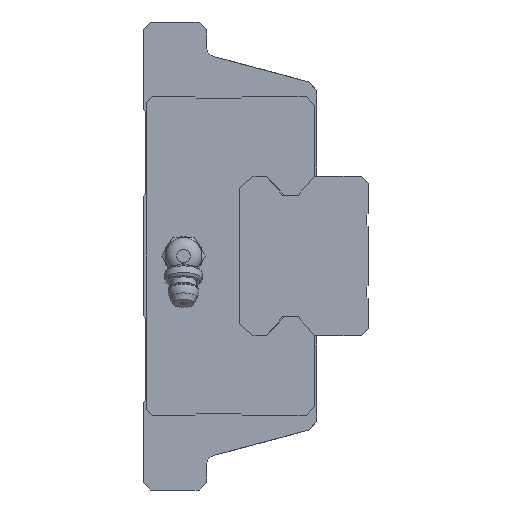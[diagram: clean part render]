
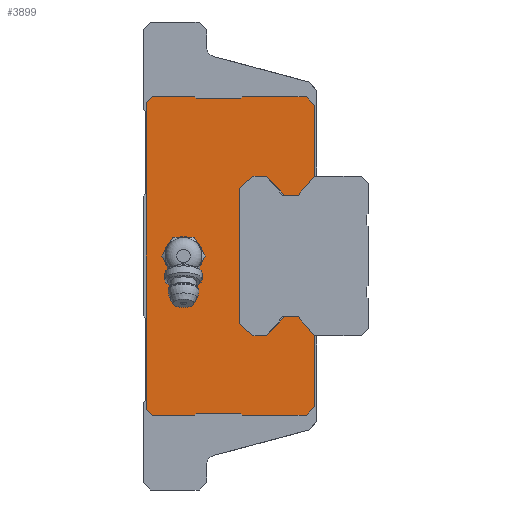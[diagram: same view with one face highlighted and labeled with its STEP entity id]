
A CAD part, left-side view. The second image highlights one B-rep face of the part: STEP entity #3899.
In plain terms, the highlighted planar face has unit normal (-1, 0, 0).
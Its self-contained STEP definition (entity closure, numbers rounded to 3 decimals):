
#847=ORIENTED_EDGE('',*,*,#1605,.F.);
#848=ORIENTED_EDGE('',*,*,#1659,.F.);
#849=ORIENTED_EDGE('',*,*,#1657,.F.);
#850=ORIENTED_EDGE('',*,*,#1655,.F.);
#851=ORIENTED_EDGE('',*,*,#1653,.F.);
#852=ORIENTED_EDGE('',*,*,#1651,.F.);
#853=ORIENTED_EDGE('',*,*,#1649,.F.);
#854=ORIENTED_EDGE('',*,*,#1647,.F.);
#855=ORIENTED_EDGE('',*,*,#1645,.F.);
#856=ORIENTED_EDGE('',*,*,#1643,.F.);
#857=ORIENTED_EDGE('',*,*,#1641,.F.);
#858=ORIENTED_EDGE('',*,*,#1639,.F.);
#859=ORIENTED_EDGE('',*,*,#1637,.F.);
#860=ORIENTED_EDGE('',*,*,#1635,.F.);
#861=ORIENTED_EDGE('',*,*,#1633,.F.);
#862=ORIENTED_EDGE('',*,*,#1631,.F.);
#863=ORIENTED_EDGE('',*,*,#1629,.F.);
#864=ORIENTED_EDGE('',*,*,#1627,.F.);
#865=ORIENTED_EDGE('',*,*,#1625,.F.);
#866=ORIENTED_EDGE('',*,*,#1623,.F.);
#867=ORIENTED_EDGE('',*,*,#1621,.F.);
#868=ORIENTED_EDGE('',*,*,#1619,.F.);
#869=ORIENTED_EDGE('',*,*,#1617,.F.);
#870=ORIENTED_EDGE('',*,*,#1615,.F.);
#871=ORIENTED_EDGE('',*,*,#1613,.F.);
#872=ORIENTED_EDGE('',*,*,#1611,.F.);
#873=ORIENTED_EDGE('',*,*,#1609,.F.);
#874=ORIENTED_EDGE('',*,*,#1607,.F.);
#875=ORIENTED_EDGE('',*,*,#1660,.T.);
#876=ORIENTED_EDGE('',*,*,#1661,.T.);
#877=ORIENTED_EDGE('',*,*,#1662,.T.);
#878=ORIENTED_EDGE('',*,*,#1663,.T.);
#879=ORIENTED_EDGE('',*,*,#1664,.T.);
#880=ORIENTED_EDGE('',*,*,#1665,.T.);
#1605=EDGE_CURVE('',#2063,#2064,#2483,.T.);
#1607=EDGE_CURVE('',#2064,#2065,#2485,.T.);
#1609=EDGE_CURVE('',#2065,#2066,#2487,.T.);
#1611=EDGE_CURVE('',#2066,#2067,#2489,.T.);
#1613=EDGE_CURVE('',#2067,#2068,#2491,.T.);
#1615=EDGE_CURVE('',#2068,#2069,#2493,.T.);
#1617=EDGE_CURVE('',#2069,#2070,#2495,.T.);
#1619=EDGE_CURVE('',#2070,#2071,#2497,.T.);
#1621=EDGE_CURVE('',#2071,#2072,#2499,.T.);
#1623=EDGE_CURVE('',#2072,#2073,#2501,.T.);
#1625=EDGE_CURVE('',#2073,#2074,#2503,.T.);
#1627=EDGE_CURVE('',#2074,#2075,#2505,.T.);
#1629=EDGE_CURVE('',#2075,#2076,#2507,.T.);
#1631=EDGE_CURVE('',#2076,#2077,#2509,.T.);
#1633=EDGE_CURVE('',#2077,#2078,#2511,.T.);
#1635=EDGE_CURVE('',#2078,#2079,#2513,.T.);
#1637=EDGE_CURVE('',#2079,#2080,#2515,.T.);
#1639=EDGE_CURVE('',#2080,#2081,#2517,.T.);
#1641=EDGE_CURVE('',#2081,#2082,#2519,.T.);
#1643=EDGE_CURVE('',#2082,#2083,#2521,.T.);
#1645=EDGE_CURVE('',#2083,#2084,#2523,.T.);
#1647=EDGE_CURVE('',#2084,#2085,#2525,.T.);
#1649=EDGE_CURVE('',#2085,#2086,#2527,.T.);
#1651=EDGE_CURVE('',#2086,#2087,#2529,.T.);
#1653=EDGE_CURVE('',#2087,#2088,#2531,.T.);
#1655=EDGE_CURVE('',#2088,#2089,#2533,.T.);
#1657=EDGE_CURVE('',#2089,#2090,#2535,.T.);
#1659=EDGE_CURVE('',#2090,#2063,#2537,.T.);
#1660=EDGE_CURVE('',#2091,#2092,#2538,.T.);
#1661=EDGE_CURVE('',#2092,#2093,#2539,.T.);
#1662=EDGE_CURVE('',#2093,#2094,#2540,.T.);
#1663=EDGE_CURVE('',#2094,#2095,#2541,.T.);
#1664=EDGE_CURVE('',#2095,#2096,#2542,.T.);
#1665=EDGE_CURVE('',#2096,#2091,#2543,.T.);
#2063=VERTEX_POINT('',#6044);
#2064=VERTEX_POINT('',#6046);
#2065=VERTEX_POINT('',#6050);
#2066=VERTEX_POINT('',#6054);
#2067=VERTEX_POINT('',#6058);
#2068=VERTEX_POINT('',#6062);
#2069=VERTEX_POINT('',#6066);
#2070=VERTEX_POINT('',#6070);
#2071=VERTEX_POINT('',#6074);
#2072=VERTEX_POINT('',#6078);
#2073=VERTEX_POINT('',#6082);
#2074=VERTEX_POINT('',#6086);
#2075=VERTEX_POINT('',#6090);
#2076=VERTEX_POINT('',#6094);
#2077=VERTEX_POINT('',#6098);
#2078=VERTEX_POINT('',#6102);
#2079=VERTEX_POINT('',#6106);
#2080=VERTEX_POINT('',#6110);
#2081=VERTEX_POINT('',#6114);
#2082=VERTEX_POINT('',#6118);
#2083=VERTEX_POINT('',#6122);
#2084=VERTEX_POINT('',#6126);
#2085=VERTEX_POINT('',#6130);
#2086=VERTEX_POINT('',#6134);
#2087=VERTEX_POINT('',#6138);
#2088=VERTEX_POINT('',#6142);
#2089=VERTEX_POINT('',#6146);
#2090=VERTEX_POINT('',#6150);
#2091=VERTEX_POINT('',#6156);
#2092=VERTEX_POINT('',#6157);
#2093=VERTEX_POINT('',#6159);
#2094=VERTEX_POINT('',#6161);
#2095=VERTEX_POINT('',#6163);
#2096=VERTEX_POINT('',#6165);
#2483=LINE('',#6045,#2935);
#2485=LINE('',#6049,#2937);
#2487=LINE('',#6053,#2939);
#2489=LINE('',#6057,#2941);
#2491=LINE('',#6061,#2943);
#2493=LINE('',#6065,#2945);
#2495=LINE('',#6069,#2947);
#2497=LINE('',#6073,#2949);
#2499=LINE('',#6077,#2951);
#2501=LINE('',#6081,#2953);
#2503=LINE('',#6085,#2955);
#2505=LINE('',#6089,#2957);
#2507=LINE('',#6093,#2959);
#2509=LINE('',#6097,#2961);
#2511=LINE('',#6101,#2963);
#2513=LINE('',#6105,#2965);
#2515=LINE('',#6109,#2967);
#2517=LINE('',#6113,#2969);
#2519=LINE('',#6117,#2971);
#2521=LINE('',#6121,#2973);
#2523=LINE('',#6125,#2975);
#2525=LINE('',#6129,#2977);
#2527=LINE('',#6133,#2979);
#2529=LINE('',#6137,#2981);
#2531=LINE('',#6141,#2983);
#2533=LINE('',#6145,#2985);
#2535=LINE('',#6149,#2987);
#2537=LINE('',#6153,#2989);
#2538=LINE('',#6155,#2990);
#2539=LINE('',#6158,#2991);
#2540=LINE('',#6160,#2992);
#2541=LINE('',#6162,#2993);
#2542=LINE('',#6164,#2994);
#2543=LINE('',#6166,#2995);
#2935=VECTOR('',#4863,1000.);
#2937=VECTOR('',#4867,1000.);
#2939=VECTOR('',#4871,1000.);
#2941=VECTOR('',#4875,1000.);
#2943=VECTOR('',#4879,1000.);
#2945=VECTOR('',#4883,1000.);
#2947=VECTOR('',#4887,1000.);
#2949=VECTOR('',#4891,1000.);
#2951=VECTOR('',#4895,1000.);
#2953=VECTOR('',#4899,1000.);
#2955=VECTOR('',#4903,1000.);
#2957=VECTOR('',#4907,1000.);
#2959=VECTOR('',#4911,1000.);
#2961=VECTOR('',#4915,1000.);
#2963=VECTOR('',#4919,1000.);
#2965=VECTOR('',#4923,1000.);
#2967=VECTOR('',#4927,1000.);
#2969=VECTOR('',#4931,1000.);
#2971=VECTOR('',#4935,1000.);
#2973=VECTOR('',#4939,1000.);
#2975=VECTOR('',#4943,1000.);
#2977=VECTOR('',#4947,1000.);
#2979=VECTOR('',#4951,1000.);
#2981=VECTOR('',#4955,1000.);
#2983=VECTOR('',#4959,1000.);
#2985=VECTOR('',#4963,1000.);
#2987=VECTOR('',#4967,1000.);
#2989=VECTOR('',#4971,1000.);
#2990=VECTOR('',#4974,1000.);
#2991=VECTOR('',#4975,1000.);
#2992=VECTOR('',#4976,1000.);
#2993=VECTOR('',#4977,1000.);
#2994=VECTOR('',#4978,1000.);
#2995=VECTOR('',#4979,1000.);
#3230=EDGE_LOOP('',(#847,#848,#849,#850,#851,#852,#853,#854,#855,#856,#857,
#858,#859,#860,#861,#862,#863,#864,#865,#866,#867,#868,#869,#870,#871,#872,
#873,#874));
#3231=EDGE_LOOP('',(#875,#876,#877,#878,#879,#880));
#3483=FACE_BOUND('',#3230,.T.);
#3484=FACE_BOUND('',#3231,.T.);
#3718=PLANE('',#4179);
#3899=ADVANCED_FACE('',(#3483,#3484),#3718,.F.);
#4179=AXIS2_PLACEMENT_3D('',#6154,#4972,#4973);
#4863=DIRECTION('',(0.,-0.707,0.707));
#4867=DIRECTION('',(0.,-1.,0.));
#4871=DIRECTION('',(0.,-0.707,-0.707));
#4875=DIRECTION('',(0.,-1.,0.));
#4879=DIRECTION('',(0.,-0.707,0.707));
#4883=DIRECTION('',(0.,-1.,0.));
#4887=DIRECTION('',(0.,-0.707,-0.707));
#4891=DIRECTION('',(0.,0.,-1.));
#4895=DIRECTION('',(0.,0.659,-0.753));
#4899=DIRECTION('',(0.,1.,0.));
#4903=DIRECTION('',(0.,0.689,0.725));
#4907=DIRECTION('',(0.,1.,0.));
#4911=DIRECTION('',(0.,0.752,-0.659));
#4915=DIRECTION('',(0.,0.,-1.));
#4919=DIRECTION('',(0.,-0.752,-0.659));
#4923=DIRECTION('',(0.,-1.,0.));
#4927=DIRECTION('',(0.,-0.689,0.725));
#4931=DIRECTION('',(0.,-1.,0.));
#4935=DIRECTION('',(0.,-0.659,-0.753));
#4939=DIRECTION('',(0.,0.,-1.));
#4943=DIRECTION('',(0.,0.707,-0.707));
#4947=DIRECTION('',(0.,1.,0.));
#4951=DIRECTION('',(0.,0.707,0.707));
#4955=DIRECTION('',(0.,1.,0.));
#4959=DIRECTION('',(0.,0.707,-0.707));
#4963=DIRECTION('',(0.,1.,0.));
#4967=DIRECTION('',(0.,0.707,0.707));
#4971=DIRECTION('',(0.,0.,1.));
#4972=DIRECTION('',(1.,0.,0.));
#4973=DIRECTION('',(0.,0.,-1.));
#4974=DIRECTION('',(0.,1.,0.));
#4975=DIRECTION('',(0.,0.5,0.866));
#4976=DIRECTION('',(0.,-0.5,0.866));
#4977=DIRECTION('',(0.,-1.,0.));
#4978=DIRECTION('',(0.,-0.5,-0.866));
#4979=DIRECTION('',(0.,0.5,-0.866));
#6044=CARTESIAN_POINT('',(-53.25,-0.5,32.7));
#6045=CARTESIAN_POINT('',(-53.25,-0.5,32.7));
#6046=CARTESIAN_POINT('',(-53.25,-1.8,34.));
#6049=CARTESIAN_POINT('',(-53.25,-1.8,34.));
#6050=CARTESIAN_POINT('',(-53.25,-10.89,34.));
#6053=CARTESIAN_POINT('',(-53.25,-10.89,34.));
#6054=CARTESIAN_POINT('',(-53.25,-11.29,33.6));
#6057=CARTESIAN_POINT('',(-53.25,-11.29,33.6));
#6058=CARTESIAN_POINT('',(-53.25,-20.7,33.6));
#6061=CARTESIAN_POINT('',(-53.25,-20.7,33.6));
#6062=CARTESIAN_POINT('',(-53.25,-21.1,34.));
#6065=CARTESIAN_POINT('',(-53.25,-21.1,34.));
#6066=CARTESIAN_POINT('',(-53.25,-34.7,34.));
#6069=CARTESIAN_POINT('',(-53.25,-34.7,34.));
#6070=CARTESIAN_POINT('',(-53.25,-36.5,32.2));
#6073=CARTESIAN_POINT('',(-53.25,-36.5,32.2));
#6074=CARTESIAN_POINT('',(-53.25,-36.5,17.));
#6077=CARTESIAN_POINT('',(-53.25,-36.5,17.));
#6078=CARTESIAN_POINT('',(-53.25,-33.,13.));
#6081=CARTESIAN_POINT('',(-53.25,-33.,13.));
#6082=CARTESIAN_POINT('',(-53.25,-30.,13.));
#6085=CARTESIAN_POINT('',(-53.25,-30.,13.));
#6086=CARTESIAN_POINT('',(-53.25,-26.2,17.));
#6089=CARTESIAN_POINT('',(-53.25,-26.2,17.));
#6090=CARTESIAN_POINT('',(-53.25,-23.35,17.));
#6093=CARTESIAN_POINT('',(-53.25,-23.35,17.));
#6094=CARTESIAN_POINT('',(-53.25,-20.5,14.5));
#6097=CARTESIAN_POINT('',(-53.25,-20.5,14.5));
#6098=CARTESIAN_POINT('',(-53.25,-20.5,-14.5));
#6101=CARTESIAN_POINT('',(-53.25,-20.5,-14.5));
#6102=CARTESIAN_POINT('',(-53.25,-23.35,-17.));
#6105=CARTESIAN_POINT('',(-53.25,-23.35,-17.));
#6106=CARTESIAN_POINT('',(-53.25,-26.2,-17.));
#6109=CARTESIAN_POINT('',(-53.25,-26.2,-17.));
#6110=CARTESIAN_POINT('',(-53.25,-30.,-13.));
#6113=CARTESIAN_POINT('',(-53.25,-30.,-13.));
#6114=CARTESIAN_POINT('',(-53.25,-33.,-13.));
#6117=CARTESIAN_POINT('',(-53.25,-33.,-13.));
#6118=CARTESIAN_POINT('',(-53.25,-36.5,-17.));
#6121=CARTESIAN_POINT('',(-53.25,-36.5,-17.));
#6122=CARTESIAN_POINT('',(-53.25,-36.5,-32.2));
#6125=CARTESIAN_POINT('',(-53.25,-36.5,-32.2));
#6126=CARTESIAN_POINT('',(-53.25,-34.7,-34.));
#6129=CARTESIAN_POINT('',(-53.25,-34.7,-34.));
#6130=CARTESIAN_POINT('',(-53.25,-21.1,-34.));
#6133=CARTESIAN_POINT('',(-53.25,-21.1,-34.));
#6134=CARTESIAN_POINT('',(-53.25,-20.7,-33.6));
#6137=CARTESIAN_POINT('',(-53.25,-20.7,-33.6));
#6138=CARTESIAN_POINT('',(-53.25,-11.29,-33.6));
#6141=CARTESIAN_POINT('',(-53.25,-11.29,-33.6));
#6142=CARTESIAN_POINT('',(-53.25,-10.89,-34.));
#6145=CARTESIAN_POINT('',(-53.25,-10.89,-34.));
#6146=CARTESIAN_POINT('',(-53.25,-1.8,-34.));
#6149=CARTESIAN_POINT('',(-53.25,-1.8,-34.));
#6150=CARTESIAN_POINT('',(-53.25,-0.5,-32.7));
#6153=CARTESIAN_POINT('',(-53.25,-0.5,-32.7));
#6154=CARTESIAN_POINT('',(-53.25,0.,0.));
#6155=CARTESIAN_POINT('',(-53.25,-10.809,-4.));
#6156=CARTESIAN_POINT('',(-53.25,-10.809,-4.));
#6157=CARTESIAN_POINT('',(-53.25,-6.191,-4.));
#6158=CARTESIAN_POINT('',(-53.25,-6.191,-4.));
#6159=CARTESIAN_POINT('',(-53.25,-3.881,0.));
#6160=CARTESIAN_POINT('',(-53.25,-3.881,0.));
#6161=CARTESIAN_POINT('',(-53.25,-6.191,4.));
#6162=CARTESIAN_POINT('',(-53.25,-6.191,4.));
#6163=CARTESIAN_POINT('',(-53.25,-10.809,4.));
#6164=CARTESIAN_POINT('',(-53.25,-10.809,4.));
#6165=CARTESIAN_POINT('',(-53.25,-13.119,0.));
#6166=CARTESIAN_POINT('',(-53.25,-13.119,0.));
